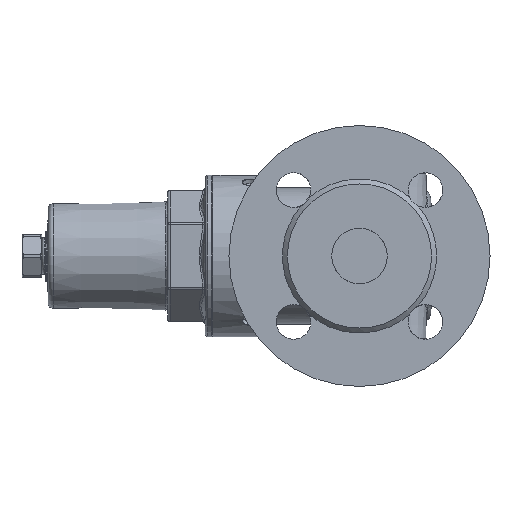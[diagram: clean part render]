
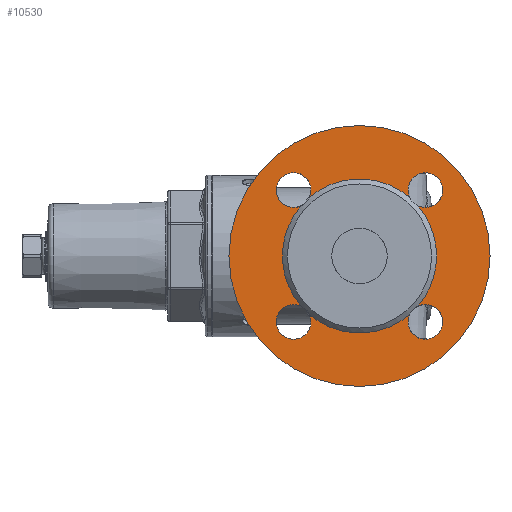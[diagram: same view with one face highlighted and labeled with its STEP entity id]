
A CAD part, left-side view. The second image highlights one B-rep face of the part: STEP entity #10530.
In plain terms, the highlighted planar face has unit normal (-1, 0, 0).
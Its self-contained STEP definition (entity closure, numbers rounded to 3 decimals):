
#2062=FACE_BOUND('',#3313,.T.);
#2650=FACE_OUTER_BOUND('',#3312,.T.);
#3312=EDGE_LOOP('',(#9533));
#3313=EDGE_LOOP('',(#9534,#9535,#9536,#9537,#9538,#9539,#9540,#9541,#9542,
#9543,#9544,#9545,#9546));
#3388=CIRCLE('',#10637,52.5);
#3390=CIRCLE('',#10640,7.);
#3391=CIRCLE('',#10641,7.);
#3392=CIRCLE('',#10643,7.);
#3393=CIRCLE('',#10644,7.);
#3394=CIRCLE('',#10646,7.);
#3395=CIRCLE('',#10647,7.);
#3396=CIRCLE('',#10649,7.);
#3397=CIRCLE('',#10650,7.);
#3741=CIRCLE('',#11289,31.);
#3742=CIRCLE('',#11290,31.);
#3743=CIRCLE('',#11291,31.);
#3744=CIRCLE('',#11292,31.);
#3745=CIRCLE('',#11293,31.);
#3840=VERTEX_POINT('',#13763);
#3841=VERTEX_POINT('',#13768);
#3842=VERTEX_POINT('',#13769);
#3843=VERTEX_POINT('',#13780);
#3846=VERTEX_POINT('',#13825);
#3847=VERTEX_POINT('',#13826);
#3848=VERTEX_POINT('',#13828);
#3851=VERTEX_POINT('',#13882);
#3852=VERTEX_POINT('',#13883);
#3853=VERTEX_POINT('',#13885);
#3856=VERTEX_POINT('',#13939);
#3857=VERTEX_POINT('',#13940);
#3858=VERTEX_POINT('',#13942);
#4769=VERTEX_POINT('',#36197);
#4902=EDGE_CURVE('',#3840,#3840,#3388,.T.);
#4905=EDGE_CURVE('',#3843,#3841,#3390,.T.);
#4909=EDGE_CURVE('',#3842,#3843,#3391,.T.);
#4910=EDGE_CURVE('',#3846,#3847,#3392,.T.);
#4912=EDGE_CURVE('',#3847,#3848,#3393,.T.);
#4916=EDGE_CURVE('',#3851,#3852,#3394,.T.);
#4918=EDGE_CURVE('',#3852,#3853,#3395,.T.);
#4922=EDGE_CURVE('',#3856,#3857,#3396,.T.);
#4924=EDGE_CURVE('',#3857,#3858,#3397,.T.);
#6378=EDGE_CURVE('',#3842,#3858,#3741,.T.);
#6379=EDGE_CURVE('',#3846,#3841,#3742,.T.);
#6380=EDGE_CURVE('',#4769,#3848,#3743,.T.);
#6381=EDGE_CURVE('',#3851,#4769,#3744,.T.);
#6382=EDGE_CURVE('',#3856,#3853,#3745,.T.);
#9533=ORIENTED_EDGE('',*,*,#4902,.T.);
#9534=ORIENTED_EDGE('',*,*,#4922,.T.);
#9535=ORIENTED_EDGE('',*,*,#4924,.T.);
#9536=ORIENTED_EDGE('',*,*,#6378,.F.);
#9537=ORIENTED_EDGE('',*,*,#4909,.T.);
#9538=ORIENTED_EDGE('',*,*,#4905,.T.);
#9539=ORIENTED_EDGE('',*,*,#6379,.F.);
#9540=ORIENTED_EDGE('',*,*,#4910,.T.);
#9541=ORIENTED_EDGE('',*,*,#4912,.T.);
#9542=ORIENTED_EDGE('',*,*,#6380,.F.);
#9543=ORIENTED_EDGE('',*,*,#6381,.F.);
#9544=ORIENTED_EDGE('',*,*,#4916,.T.);
#9545=ORIENTED_EDGE('',*,*,#4918,.T.);
#9546=ORIENTED_EDGE('',*,*,#6382,.F.);
#9924=PLANE('',#11288);
#10530=ADVANCED_FACE('',(#2650,#2062),#9924,.F.);
#10637=AXIS2_PLACEMENT_3D('',#13765,#11470,#11471);
#10640=AXIS2_PLACEMENT_3D('',#13781,#11476,#11477);
#10641=AXIS2_PLACEMENT_3D('',#13823,#11479,#11480);
#10643=AXIS2_PLACEMENT_3D('',#13827,#11483,#11484);
#10644=AXIS2_PLACEMENT_3D('',#13839,#11485,#11486);
#10646=AXIS2_PLACEMENT_3D('',#13884,#11490,#11491);
#10647=AXIS2_PLACEMENT_3D('',#13896,#11492,#11493);
#10649=AXIS2_PLACEMENT_3D('',#13941,#11497,#11498);
#10650=AXIS2_PLACEMENT_3D('',#13953,#11499,#11500);
#11288=AXIS2_PLACEMENT_3D('',#36194,#12986,#12987);
#11289=AXIS2_PLACEMENT_3D('',#36195,#12988,#12989);
#11290=AXIS2_PLACEMENT_3D('',#36196,#12990,#12991);
#11291=AXIS2_PLACEMENT_3D('',#36198,#12992,#12993);
#11292=AXIS2_PLACEMENT_3D('',#36199,#12994,#12995);
#11293=AXIS2_PLACEMENT_3D('',#36200,#12996,#12997);
#11470=DIRECTION('center_axis',(-1.,0.,0.));
#11471=DIRECTION('ref_axis',(0.,0.,1.));
#11476=DIRECTION('center_axis',(1.,0.,0.));
#11477=DIRECTION('ref_axis',(0.,0.,1.));
#11479=DIRECTION('center_axis',(1.,0.,0.));
#11480=DIRECTION('ref_axis',(0.,0.,1.));
#11483=DIRECTION('center_axis',(1.,0.,0.));
#11484=DIRECTION('ref_axis',(0.,-1.,0.));
#11485=DIRECTION('center_axis',(1.,0.,0.));
#11486=DIRECTION('ref_axis',(0.,-1.,0.));
#11490=DIRECTION('center_axis',(1.,0.,0.));
#11491=DIRECTION('ref_axis',(0.,0.,-1.));
#11492=DIRECTION('center_axis',(1.,0.,0.));
#11493=DIRECTION('ref_axis',(0.,0.,-1.));
#11497=DIRECTION('center_axis',(1.,0.,0.));
#11498=DIRECTION('ref_axis',(0.,1.,0.));
#11499=DIRECTION('center_axis',(1.,0.,0.));
#11500=DIRECTION('ref_axis',(0.,1.,0.));
#12986=DIRECTION('center_axis',(1.,0.,0.));
#12987=DIRECTION('ref_axis',(0.,0.,-1.));
#12988=DIRECTION('center_axis',(-1.,0.,0.));
#12989=DIRECTION('ref_axis',(0.,0.,1.));
#12990=DIRECTION('center_axis',(-1.,0.,0.));
#12991=DIRECTION('ref_axis',(0.,0.,1.));
#12992=DIRECTION('center_axis',(-1.,0.,0.));
#12993=DIRECTION('ref_axis',(0.,0.,1.));
#12994=DIRECTION('center_axis',(-1.,0.,0.));
#12995=DIRECTION('ref_axis',(0.,0.,1.));
#12996=DIRECTION('center_axis',(-1.,0.,0.));
#12997=DIRECTION('ref_axis',(0.,0.,1.));
#13763=CARTESIAN_POINT('',(-73.,-52.5,0.));
#13765=CARTESIAN_POINT('Origin',(-73.,0.,0.));
#13768=CARTESIAN_POINT('',(-73.,20.188,23.526));
#13769=CARTESIAN_POINT('',(-73.,23.526,20.188));
#13780=CARTESIAN_POINT('',(-73.,26.517,19.517));
#13781=CARTESIAN_POINT('Origin',(-73.,26.517,26.517));
#13823=CARTESIAN_POINT('Origin',(-73.,26.517,26.517));
#13825=CARTESIAN_POINT('',(-73.,-20.188,23.526));
#13826=CARTESIAN_POINT('',(-73.,-19.517,26.517));
#13827=CARTESIAN_POINT('Origin',(-73.,-26.517,26.517));
#13828=CARTESIAN_POINT('',(-73.,-23.526,20.188));
#13839=CARTESIAN_POINT('Origin',(-73.,-26.517,26.517));
#13882=CARTESIAN_POINT('',(-73.,-23.526,-20.188));
#13883=CARTESIAN_POINT('',(-73.,-26.517,-19.517));
#13884=CARTESIAN_POINT('Origin',(-73.,-26.517,-26.517));
#13885=CARTESIAN_POINT('',(-73.,-20.188,-23.526));
#13896=CARTESIAN_POINT('Origin',(-73.,-26.517,-26.517));
#13939=CARTESIAN_POINT('',(-73.,20.188,-23.526));
#13940=CARTESIAN_POINT('',(-73.,19.517,-26.517));
#13941=CARTESIAN_POINT('Origin',(-73.,26.517,-26.517));
#13942=CARTESIAN_POINT('',(-73.,23.526,-20.188));
#13953=CARTESIAN_POINT('Origin',(-73.,26.517,-26.517));
#36194=CARTESIAN_POINT('Origin',(-73.,52.5,0.));
#36195=CARTESIAN_POINT('Origin',(-73.,0.,0.));
#36196=CARTESIAN_POINT('Origin',(-73.,0.,0.));
#36197=CARTESIAN_POINT('',(-73.,-31.,0.));
#36198=CARTESIAN_POINT('Origin',(-73.,0.,0.));
#36199=CARTESIAN_POINT('Origin',(-73.,0.,0.));
#36200=CARTESIAN_POINT('Origin',(-73.,0.,0.));
